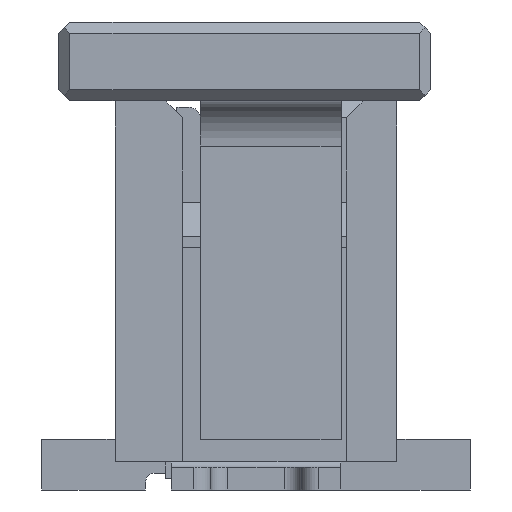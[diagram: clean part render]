
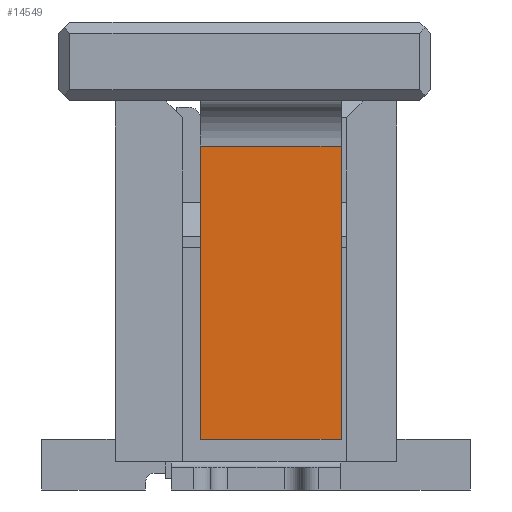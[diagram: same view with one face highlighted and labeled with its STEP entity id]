
A CAD part, left-side view. The second image highlights one B-rep face of the part: STEP entity #14549.
In plain terms, the highlighted planar face has unit normal (-1, 0, 0).
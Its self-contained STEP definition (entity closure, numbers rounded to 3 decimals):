
#3096=DIRECTION('',(0.,0.,-1.));
#3097=VECTOR('',#3096,2.6);
#3098=CARTESIAN_POINT('',(-4.65,0.495,-0.4));
#3099=LINE('',#3098,#3097);
#4696=DIRECTION('',(0.,0.,-1.));
#4697=VECTOR('',#4696,2.6);
#4698=CARTESIAN_POINT('',(-4.65,-0.755,-0.4));
#4699=LINE('',#4698,#4697);
#4759=DIRECTION('',(0.,-1.,0.));
#4760=VECTOR('',#4759,1.25);
#4761=CARTESIAN_POINT('',(-4.65,0.495,-3.));
#4762=LINE('',#4761,#4760);
#4767=DIRECTION('',(0.,1.,0.));
#4768=VECTOR('',#4767,1.25);
#4769=CARTESIAN_POINT('',(-4.65,-0.755,-0.4));
#4770=LINE('',#4769,#4768);
#7710=CARTESIAN_POINT('',(-4.65,0.495,-0.4));
#7711=CARTESIAN_POINT('',(-4.65,0.495,-3.));
#7712=VERTEX_POINT('',#7710);
#7713=VERTEX_POINT('',#7711);
#7780=CARTESIAN_POINT('',(-4.65,-0.755,-0.4));
#7781=CARTESIAN_POINT('',(-4.65,-0.755,-3.));
#7782=VERTEX_POINT('',#7780);
#7783=VERTEX_POINT('',#7781);
#14537=CARTESIAN_POINT('',(-4.65,-0.03,-0.4));
#14538=DIRECTION('',(-1.,0.,0.));
#14539=DIRECTION('',(0.,0.,-1.));
#14540=AXIS2_PLACEMENT_3D('',#14537,#14538,#14539);
#14541=PLANE('',#14540);
#14543=ORIENTED_EDGE('',*,*,#14542,.F.);
#14544=ORIENTED_EDGE('',*,*,#14426,.T.);
#14545=ORIENTED_EDGE('',*,*,#14529,.F.);
#14546=ORIENTED_EDGE('',*,*,#11855,.F.);
#14547=EDGE_LOOP('',(#14543,#14544,#14545,#14546));
#14548=FACE_OUTER_BOUND('',#14547,.F.);
#11855=EDGE_CURVE('',#7712,#7713,#3099,.T.);
#14426=EDGE_CURVE('',#7782,#7783,#4699,.T.);
#14529=EDGE_CURVE('',#7713,#7783,#4762,.T.);
#14542=EDGE_CURVE('',#7782,#7712,#4770,.T.);
#14549=ADVANCED_FACE('',(#14548),#14541,.T.);
